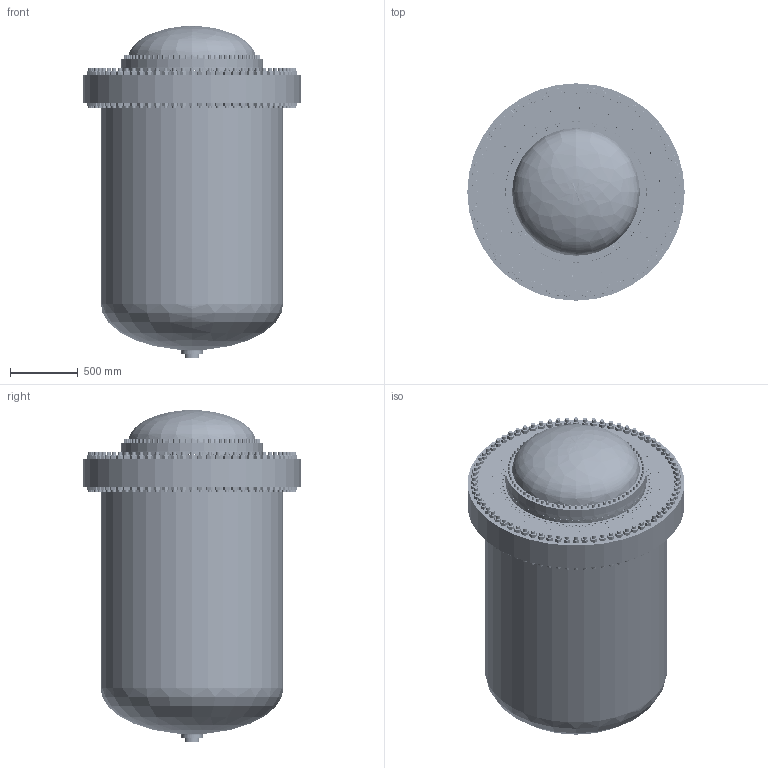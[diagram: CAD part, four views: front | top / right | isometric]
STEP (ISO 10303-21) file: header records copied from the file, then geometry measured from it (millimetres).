
FILE_DESCRIPTION(('CoCreate Modeling STEP Export'),'2;1');
FILE_NAME('NEXT100_F_100kg_15bar_ti.step','2011-03-23T22:49:57',(''),(''),'CoCreate Modeling STEP processor for AP214 (Solid Model)','CoCreate Modeling 16.00A 16-Aug-2008 (C) Parametric Technology GmbH','');
FILE_SCHEMA(('AUTOMOTIVE_DESIGN { 1 0 10303 214 1 1 1 1 }'));
Length unit declared in the file: millimetre
Products named in the file (61): optical_feedthrough_ring; full; service_plate; HV_feedthru; vessel_cyl; lower_head; bolt_36_2.49; stud_13mm.27; Metric_Hex_Nut_ANSI_B18_2_4_1M_M30.1.8; Metric_Hex_Nut_ANSI_B18_2_4_1M_M30.63; pressure_vessel1; shield; cylinder.1; flow_tube; tube; gas_tubes; endplate_cathode; gusset.3; gusset_hub; trace.2; gas_tube_option_assem; corona_shell; Xenon_vessel; mesh_anode; anode_mesh_frame; anode; frame_cathode; mesh_cathode; cathode_assem; EL; front_end_board; optical_feedthrough; washer.1; nut; gasket.2; optical_feedthru; front-end_assem; SiPMT; SiPMTs; quartz_tube ...
Assembly tree (466 placements, depth 5):
  NeXT_100
    WLS_tube_assems
      PMT_tube_assembly_solid
        cables_straight
          pmt_cable.1.1
          pmt_cable.1.1.1
          pmt_cable.1
          pmt_cable
        plug
        sc_bar_sq
        potting
        pmt_base
        cap
        plug_assem
          nut
          collar
          gasket.1.1  x3
          PMT_feedthrough_ceramtec_16131-02-W.1
          pipe_straight_3_8_OD
          washer
        pmt
        quartz_tube
    cathode_assem
      mesh_cathode
      frame_cathode
    SiPMTs
      SiPMT
      front-end_assem
        optical_feedthru
          gasket.2  x2
          nut
          washer.1  x2
          optical_feedthrough
        front_end_board
    EL
      cathode_assem
        mesh_cathode
        frame_cathode
      anode
        anode_mesh_frame
        mesh_anode
    Xenon_vessel
      corona_shell
      gas_tube_option_assem
        trace.2  x106
        gusset_hub
        gusset.3  x13
        endplate_cathode
        gas_tubes
          tube
          flow_tube
        cylinder.1
      shield
    pressure_vessel1
      Metric_Hex_Nut_ANSI_B18_2_4_1M_M30.63  x72
      Metric_Hex_Nut_ANSI_B18_2_4_1M_M30.1.8  x72
      bolt_36_2.49  x72
      stud_13mm.27  x72
      lower_head
      vessel_cyl
Bounding box: 1600 x 1600 x 2444.72 mm (x, y, z)
Volume: 462670207.1 mm3; surface area: 66476592 mm2
Topology: 452 solids, 452 shells, 8549 faces, 19780 edges, 12415 vertices
Faces by surface type: cylinder 3660, plane 2913, cone 1888, torus 76, revolution 8, bspline 4
Entity records: 214128 total; most frequent: CARTESIAN_POINT 108610, ORIENTED_EDGE 21060, DIRECTION 18241, EDGE_CURVE 10530, VERTEX_POINT 6917, AXIS2_PLACEMENT_3D 6584, EDGE_LOOP 5753, VECTOR 5069
